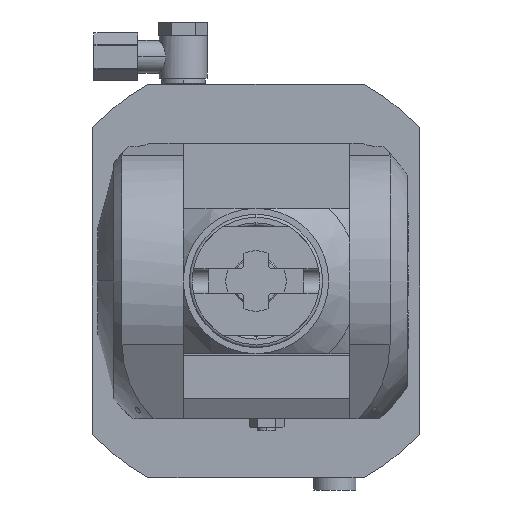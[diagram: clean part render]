
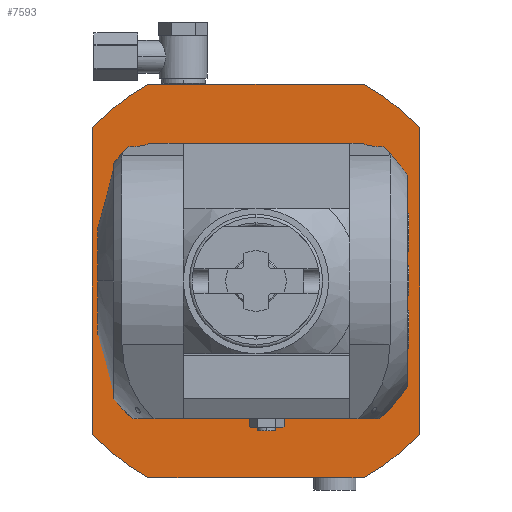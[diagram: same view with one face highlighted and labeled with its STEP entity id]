
A CAD part, left-side view. The second image highlights one B-rep face of the part: STEP entity #7593.
In plain terms, the highlighted planar face has unit normal (-1, 0, 0).
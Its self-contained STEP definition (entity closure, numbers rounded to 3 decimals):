
#1=CARTESIAN_POINT('',(-22.,0.,0.));
#2=DIRECTION('',(-1.,0.,0.));
#3=DIRECTION('',(0.,0.478,0.878));
#4=AXIS2_PLACEMENT_3D('',#1,#2,#3);
#489=DIRECTION('',(0.,1.,0.));
#490=VECTOR('',#489,9.369);
#491=CARTESIAN_POINT('',(-22.,-35.369,-65.));
#492=LINE('',#491,#490);
#493=DIRECTION('',(0.,1.,0.));
#494=VECTOR('',#493,61.369);
#495=CARTESIAN_POINT('',(-22.,-26.,-65.));
#496=LINE('',#495,#494);
#497=DIRECTION('',(0.,0.,1.));
#498=VECTOR('',#497,101.193);
#499=CARTESIAN_POINT('',(-22.,54.,-50.596));
#500=LINE('',#499,#498);
#501=DIRECTION('',(0.,-1.,0.));
#502=VECTOR('',#501,70.739);
#503=CARTESIAN_POINT('',(-22.,35.369,65.));
#504=LINE('',#503,#502);
#505=DIRECTION('',(0.,0.,-1.));
#506=VECTOR('',#505,101.193);
#507=CARTESIAN_POINT('',(-22.,-54.,50.596));
#508=LINE('',#507,#506);
#509=DIRECTION('',(0.,-1.,0.));
#510=VECTOR('',#509,64.732);
#511=CARTESIAN_POINT('',(-22.,32.366,45.5));
#512=LINE('',#511,#510);
#513=CARTESIAN_POINT('',(-22.,42.,47.));
#514=DIRECTION('',(-1.,0.,0.));
#515=DIRECTION('',(0.,0.513,-0.858));
#516=AXIS2_PLACEMENT_3D('',#513,#514,#515);
#518=DIRECTION('',(0.,0.,1.));
#519=VECTOR('',#518,77.259);
#520=CARTESIAN_POINT('',(-22.,47.,-38.63));
#521=LINE('',#520,#519);
#522=CARTESIAN_POINT('',(-22.,42.,-47.));
#523=DIRECTION('',(1.,0.,0.));
#524=DIRECTION('',(0.,0.513,0.858));
#525=AXIS2_PLACEMENT_3D('',#522,#523,#524);
#527=DIRECTION('',(0.,1.,0.));
#528=VECTOR('',#527,64.732);
#529=CARTESIAN_POINT('',(-22.,-32.366,-45.5));
#530=LINE('',#529,#528);
#531=CARTESIAN_POINT('',(-22.,-42.,-47.));
#532=DIRECTION('',(-1.,0.,0.));
#533=DIRECTION('',(0.,-0.527,0.85));
#534=AXIS2_PLACEMENT_3D('',#531,#532,#533);
#536=CARTESIAN_POINT('',(-22.,0.,0.));
#537=DIRECTION('',(1.,0.,0.));
#538=DIRECTION('',(0.,-0.82,-0.573));
#539=AXIS2_PLACEMENT_3D('',#536,#537,#538);
#541=DIRECTION('',(0.,0.,-1.));
#542=VECTOR('',#541,69.886);
#543=CARTESIAN_POINT('',(-22.,-50.,34.943));
#544=LINE('',#543,#542);
#545=CARTESIAN_POINT('',(-22.,0.,0.));
#546=DIRECTION('',(1.,0.,0.));
#547=DIRECTION('',(0.,-0.773,0.635));
#548=AXIS2_PLACEMENT_3D('',#545,#546,#547);
#550=CARTESIAN_POINT('',(-22.,-42.,47.));
#551=DIRECTION('',(1.,0.,0.));
#552=DIRECTION('',(0.,-0.527,-0.85));
#553=AXIS2_PLACEMENT_3D('',#550,#551,#552);
#555=CARTESIAN_POINT('',(-22.,0.,0.));
#556=DIRECTION('',(-1.,0.,0.));
#557=DIRECTION('',(0.,0.73,-0.684));
#558=AXIS2_PLACEMENT_3D('',#555,#556,#557);
#796=CARTESIAN_POINT('',(-22.,0.,0.));
#797=DIRECTION('',(1.,0.,0.));
#798=DIRECTION('',(0.,-0.478,0.878));
#799=AXIS2_PLACEMENT_3D('',#796,#797,#798);
#1037=CARTESIAN_POINT('',(-22.,0.,0.));
#1038=DIRECTION('',(1.,0.,0.));
#1039=DIRECTION('',(0.,-0.73,-0.684));
#1040=AXIS2_PLACEMENT_3D('',#1037,#1038,#1039);
#5809=CARTESIAN_POINT('',(-22.,35.369,65.));
#5811=VERTEX_POINT('',#5809);
#5813=CARTESIAN_POINT('',(-22.,35.369,-65.));
#5815=VERTEX_POINT('',#5813);
#5817=CARTESIAN_POINT('',(-22.,54.,50.596));
#5819=VERTEX_POINT('',#5817);
#5821=CARTESIAN_POINT('',(-22.,54.,-50.596));
#5823=VERTEX_POINT('',#5821);
#5824=CARTESIAN_POINT('',(-22.,-35.369,65.));
#5825=VERTEX_POINT('',#5824);
#5826=CARTESIAN_POINT('',(-22.,-54.,50.596));
#5827=CARTESIAN_POINT('',(-22.,-54.,-50.596));
#5828=VERTEX_POINT('',#5826);
#5829=VERTEX_POINT('',#5827);
#5837=CARTESIAN_POINT('',(-22.,-35.369,-65.));
#5839=VERTEX_POINT('',#5837);
#6071=CARTESIAN_POINT('',(-22.,32.366,45.5));
#6072=CARTESIAN_POINT('',(-22.,-32.366,45.5));
#6073=VERTEX_POINT('',#6071);
#6074=VERTEX_POINT('',#6072);
#6075=CARTESIAN_POINT('',(-22.,-50.,34.943));
#6076=CARTESIAN_POINT('',(-22.,-50.,-34.943));
#6077=VERTEX_POINT('',#6075);
#6078=VERTEX_POINT('',#6076);
#6079=CARTESIAN_POINT('',(-22.,-32.366,-45.5));
#6080=CARTESIAN_POINT('',(-22.,32.366,-45.5));
#6081=VERTEX_POINT('',#6079);
#6082=VERTEX_POINT('',#6080);
#6083=CARTESIAN_POINT('',(-22.,47.,-38.63));
#6084=CARTESIAN_POINT('',(-22.,47.,38.63));
#6085=VERTEX_POINT('',#6083);
#6086=VERTEX_POINT('',#6084);
#6087=CARTESIAN_POINT('',(-22.,-47.14,38.715));
#6088=VERTEX_POINT('',#6087);
#6089=CARTESIAN_POINT('',(-22.,-47.14,-38.715));
#6090=VERTEX_POINT('',#6089);
#6683=CARTESIAN_POINT('',(-22.,-26.,-65.));
#6684=VERTEX_POINT('',#6683);
#7550=CARTESIAN_POINT('',(-22.,0.,0.));
#7551=DIRECTION('',(-1.,0.,0.));
#7552=DIRECTION('',(0.,0.,-1.));
#7553=AXIS2_PLACEMENT_3D('',#7550,#7551,#7552);
#7554=PLANE('',#7553);
#7555=ORIENTED_EDGE('',*,*,#7491,.T.);
#7556=ORIENTED_EDGE('',*,*,#7504,.T.);
#7558=ORIENTED_EDGE('',*,*,#7557,.F.);
#7560=ORIENTED_EDGE('',*,*,#7559,.T.);
#7561=ORIENTED_EDGE('',*,*,#7114,.F.);
#7562=ORIENTED_EDGE('',*,*,#7136,.T.);
#7564=ORIENTED_EDGE('',*,*,#7563,.T.);
#7566=ORIENTED_EDGE('',*,*,#7565,.T.);
#7568=ORIENTED_EDGE('',*,*,#7567,.T.);
#7569=EDGE_LOOP('',(#7555,#7556,#7558,#7560,#7561,#7562,#7564,#7566,#7568));
#7570=FACE_OUTER_BOUND('',#7569,.F.);
#7572=ORIENTED_EDGE('',*,*,#7571,.F.);
#7574=ORIENTED_EDGE('',*,*,#7573,.F.);
#7576=ORIENTED_EDGE('',*,*,#7575,.F.);
#7578=ORIENTED_EDGE('',*,*,#7577,.T.);
#7580=ORIENTED_EDGE('',*,*,#7579,.F.);
#7582=ORIENTED_EDGE('',*,*,#7581,.F.);
#7584=ORIENTED_EDGE('',*,*,#7583,.F.);
#7586=ORIENTED_EDGE('',*,*,#7585,.F.);
#7588=ORIENTED_EDGE('',*,*,#7587,.F.);
#7590=ORIENTED_EDGE('',*,*,#7589,.T.);
#7591=EDGE_LOOP('',(#7572,#7574,#7576,#7578,#7580,#7582,#7584,#7586,#7588,
#7590));
#7592=FACE_BOUND('',#7591,.F.);
#7593=ADVANCED_FACE('',(#7570,#7592),#7554,.T.);
#5=CIRCLE('',#4,74.);
#517=CIRCLE('',#516,9.75);
#526=CIRCLE('',#525,9.75);
#535=CIRCLE('',#534,9.75);
#540=CIRCLE('',#539,61.);
#549=CIRCLE('',#548,61.);
#554=CIRCLE('',#553,9.75);
#559=CIRCLE('',#558,74.);
#800=CIRCLE('',#799,74.);
#1041=CIRCLE('',#1040,74.);
#7114=EDGE_CURVE('',#5811,#5819,#5,.T.);
#7136=EDGE_CURVE('',#5811,#5825,#504,.T.);
#7491=EDGE_CURVE('',#5839,#6684,#492,.T.);
#7504=EDGE_CURVE('',#6684,#5815,#496,.T.);
#7557=EDGE_CURVE('',#5823,#5815,#559,.T.);
#7559=EDGE_CURVE('',#5823,#5819,#500,.T.);
#7563=EDGE_CURVE('',#5825,#5828,#800,.T.);
#7565=EDGE_CURVE('',#5828,#5829,#508,.T.);
#7567=EDGE_CURVE('',#5829,#5839,#1041,.T.);
#7571=EDGE_CURVE('',#6073,#6074,#512,.T.);
#7573=EDGE_CURVE('',#6086,#6073,#517,.T.);
#7575=EDGE_CURVE('',#6085,#6086,#521,.T.);
#7577=EDGE_CURVE('',#6085,#6082,#526,.T.);
#7579=EDGE_CURVE('',#6081,#6082,#530,.T.);
#7581=EDGE_CURVE('',#6090,#6081,#535,.T.);
#7583=EDGE_CURVE('',#6078,#6090,#540,.T.);
#7585=EDGE_CURVE('',#6077,#6078,#544,.T.);
#7587=EDGE_CURVE('',#6088,#6077,#549,.T.);
#7589=EDGE_CURVE('',#6088,#6074,#554,.T.);
